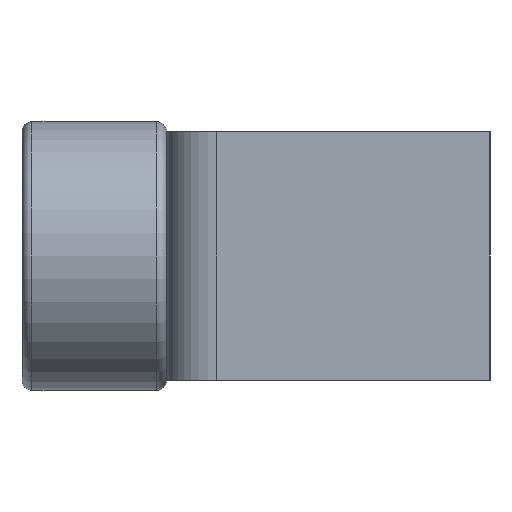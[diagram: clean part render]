
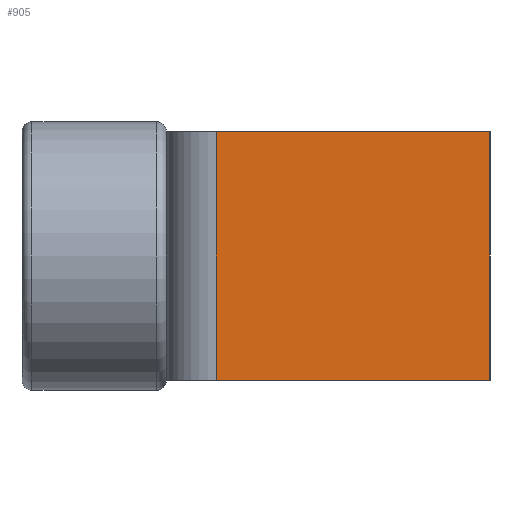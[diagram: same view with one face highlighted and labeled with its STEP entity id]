
A CAD part, left-side view. The second image highlights one B-rep face of the part: STEP entity #905.
In plain terms, the highlighted planar face has unit normal (-1, 0, 0).
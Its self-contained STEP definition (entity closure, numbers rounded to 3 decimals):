
#69=LINE($,#1525,#148);
#83=LINE($,#1565,#162);
#85=LINE($,#1571,#164);
#86=LINE($,#1572,#165);
#148=VECTOR($,#1185,5.5);
#162=VECTOR($,#1215,5.5);
#164=VECTOR($,#1223,5.);
#165=VECTOR($,#1224,5.);
#253=FACE_OUTER_BOUND($,#324,.T.);
#324=EDGE_LOOP($,(#745,#746,#747,#748));
#442=VERTEX_POINT($,#1522);
#443=VERTEX_POINT($,#1524);
#460=VERTEX_POINT($,#1562);
#461=VERTEX_POINT($,#1564);
#542=EDGE_CURVE($,#443,#442,#69,.T.);
#562=EDGE_CURVE($,#461,#460,#83,.T.);
#565=EDGE_CURVE($,#443,#460,#85,.T.);
#566=EDGE_CURVE($,#461,#442,#86,.T.);
#745=ORIENTED_EDGE($,*,*,#562,.T.);
#746=ORIENTED_EDGE($,*,*,#565,.F.);
#747=ORIENTED_EDGE($,*,*,#542,.T.);
#748=ORIENTED_EDGE($,*,*,#566,.F.);
#854=PLANE($,#997);
#905=ADVANCED_FACE($,(#253),#854,.T.);
#997=AXIS2_PLACEMENT_3D($,#1570,#1221,#1222);
#1185=DIRECTION($,(0.,-1.,0.));
#1215=DIRECTION($,(0.,1.,0.));
#1221=DIRECTION('center_axis',(-1.,0.,0.));
#1222=DIRECTION('ref_axis',(0.,0.,1.));
#1223=DIRECTION($,(0.,0.,1.));
#1224=DIRECTION($,(0.,0.,-1.));
#1522=CARTESIAN_POINT('',(0.,0.,-2.5));
#1524=CARTESIAN_POINT('',(0.,5.5,-2.5));
#1525=CARTESIAN_POINT($,(0.,5.5,-2.5));
#1562=CARTESIAN_POINT('',(0.,5.5,2.5));
#1564=CARTESIAN_POINT('',(0.,0.,2.5));
#1565=CARTESIAN_POINT($,(0.,0.,2.5));
#1570=CARTESIAN_POINT('Origin',(0.,0.,0.));
#1571=CARTESIAN_POINT($,(0.,5.5,-2.5));
#1572=CARTESIAN_POINT($,(0.,0.,2.5));
